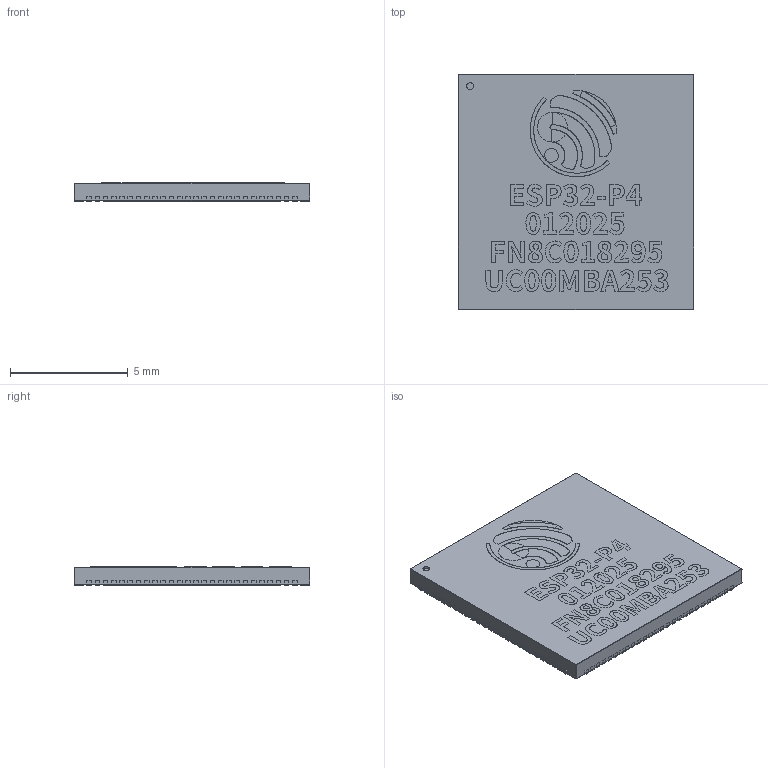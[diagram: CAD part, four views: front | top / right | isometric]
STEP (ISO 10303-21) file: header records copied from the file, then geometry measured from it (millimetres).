
FILE_DESCRIPTION(('FreeCAD Model'),'2;1');
FILE_NAME('Open CASCADE Shape Model','2024-09-25T01:38:10',(''),(''), 'Open CASCADE STEP processor 7.7','FreeCAD','Unknown');
FILE_SCHEMA(('AUTOMOTIVE_DESIGN { 1 0 10303 214 1 1 1 1 }'));
Length unit declared in the file: millimetre
Products named in the file (11): QFN; UC00MBA253; ESP_LOGO; ESP32-P4; 102024; FN8C018295; Array001; Array; Fillet; Chamfer; Pocket
Assembly tree (38 placements, depth 4):
  QFN
    UC00MBA253
    ESP_LOGO
    ESP32-P4
    102024
    FN8C018295
    Array001
      Array  x4
        Fillet
    Chamfer
    Pocket
Bounding box: 10.02 x 10.02 x 0.79 mm (x, y, z)
Volume: 78 mm3; surface area: 398.8 mm2
Topology: 106 solids, 154 shells, 915 faces, 5249 edges, 4667 vertices
Faces by surface type: plane 672, cylinder 221, bspline 14, sphere 8
Full cylindrical faces by diameter (mm): 0.3 x1
Entity records: 26444 total; most frequent: CARTESIAN_POINT 10611, ORIENTED_EDGE 3391, EDGE_CURVE 3307, VERTEX_POINT 3271, B_SPLINE_CURVE_WITH_KNOTS 3099, DIRECTION 550, LINE 258, VECTOR 258
